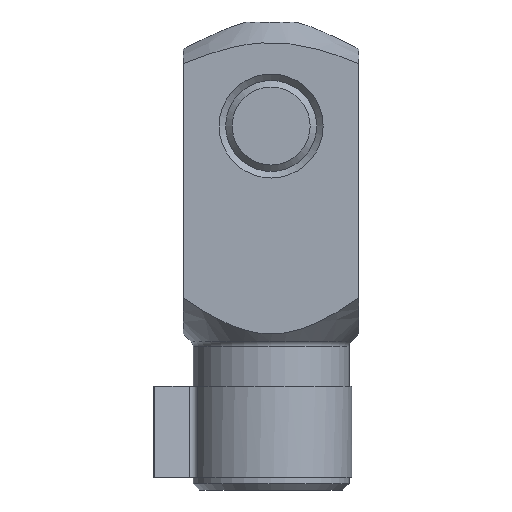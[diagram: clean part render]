
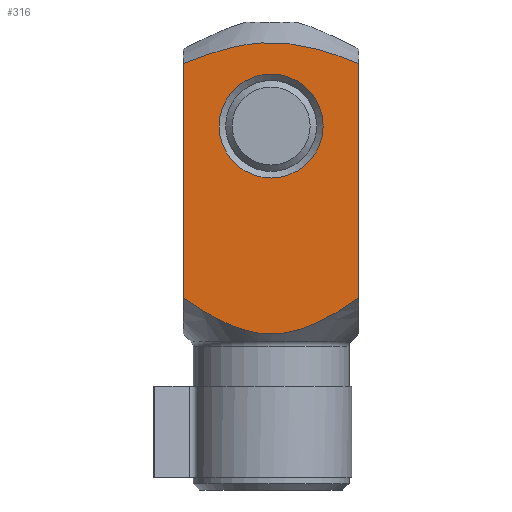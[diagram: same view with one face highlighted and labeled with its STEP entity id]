
A CAD part, front view. The second image highlights one B-rep face of the part: STEP entity #316.
In plain terms, the highlighted planar face has unit normal (0, -1, 0).
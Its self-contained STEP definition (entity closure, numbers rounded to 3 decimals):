
#228=CARTESIAN_POINT('',(8.,-13.5,56.));
#229=VERTEX_POINT('',#228);
#230=CARTESIAN_POINT('',(0.,-13.5,56.));
#231=DIRECTION('',(0.0,-1.0,0.0));
#232=DIRECTION('',(-1.0,0.0,0.0));
#233=AXIS2_PLACEMENT_3D('',#230,#231,#232);
#234=CIRCLE('',#233,8.0);
#235=EDGE_CURVE('',#229,#229,#234,.T.);
#260=CARTESIAN_POINT('',(13.5,-13.5,0.0));
#261=DIRECTION('',(0.0,-1.0,0.0));
#262=DIRECTION('',(0.0,0.0,-1.0));
#263=AXIS2_PLACEMENT_3D('',#260,#261,#262);
#264=PLANE('',#263);
#265=CARTESIAN_POINT('',(-13.5,-13.5,65.596));
#266=VERTEX_POINT('',#265);
#267=CARTESIAN_POINT('',(13.5,-13.5,65.596));
#268=VERTEX_POINT('',#267);
#269=CARTESIAN_POINT('',(-13.5,-13.5,65.596));
#270=CARTESIAN_POINT('',(0.,-13.5,71.107));
#271=CARTESIAN_POINT('',(13.5,-13.5,65.596));
#279=(BOUNDED_CURVE()B_SPLINE_CURVE(2,(#269,#270,#271),.UNSPECIFIED.,.F.,.U.)B_SPLINE_CURVE_WITH_KNOTS((3,3),(0.091,2.954),.UNSPECIFIED.)CURVE()GEOMETRIC_REPRESENTATION_ITEM()RATIONAL_B_SPLINE_CURVE((1.028,1.454,1.028))REPRESENTATION_ITEM(''));
#280=EDGE_CURVE('',#266,#268,#279,.T.);
#281=ORIENTED_EDGE('',*,*,#280,.F.);
#282=CARTESIAN_POINT('',(-13.5,-13.5,29.592));
#283=VERTEX_POINT('',#282);
#284=CARTESIAN_POINT('',(-13.5,-13.5,29.592));
#285=DIRECTION('',(0.0,0.0,1.0));
#286=VECTOR('',#285,36.004);
#287=LINE('',#284,#286);
#288=EDGE_CURVE('',#283,#266,#287,.T.);
#289=ORIENTED_EDGE('',*,*,#288,.F.);
#290=CARTESIAN_POINT('',(13.5,-13.5,29.592));
#291=VERTEX_POINT('',#290);
#292=CARTESIAN_POINT('',(13.5,-13.5,29.592));
#293=CARTESIAN_POINT('',(0.,-13.5,20.046));
#294=CARTESIAN_POINT('',(-13.5,-13.5,29.592));
#302=(BOUNDED_CURVE()B_SPLINE_CURVE(2,(#292,#293,#294),.UNSPECIFIED.,.F.,.U.)B_SPLINE_CURVE_WITH_KNOTS((3,3),(0.096,3.129),.UNSPECIFIED.)CURVE()GEOMETRIC_REPRESENTATION_ITEM()RATIONAL_B_SPLINE_CURVE((1.028,1.454,1.028))REPRESENTATION_ITEM(''));
#303=EDGE_CURVE('',#291,#283,#302,.T.);
#304=ORIENTED_EDGE('',*,*,#303,.F.);
#305=CARTESIAN_POINT('',(13.5,-13.5,29.592));
#306=DIRECTION('',(0.0,0.0,1.0));
#307=VECTOR('',#306,36.004);
#308=LINE('',#305,#307);
#309=EDGE_CURVE('',#291,#268,#308,.T.);
#310=ORIENTED_EDGE('',*,*,#309,.T.);
#311=EDGE_LOOP('',(#281,#289,#304,#310));
#312=FACE_OUTER_BOUND('',#311,.T.);
#313=ORIENTED_EDGE('',*,*,#235,.F.);
#314=EDGE_LOOP('',(#313));
#315=FACE_BOUND('',#314,.T.);
#316=ADVANCED_FACE('',(#312,#315),#264,.T.);
